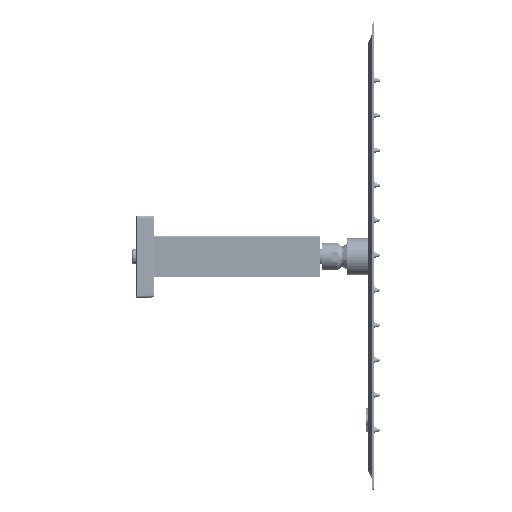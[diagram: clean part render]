
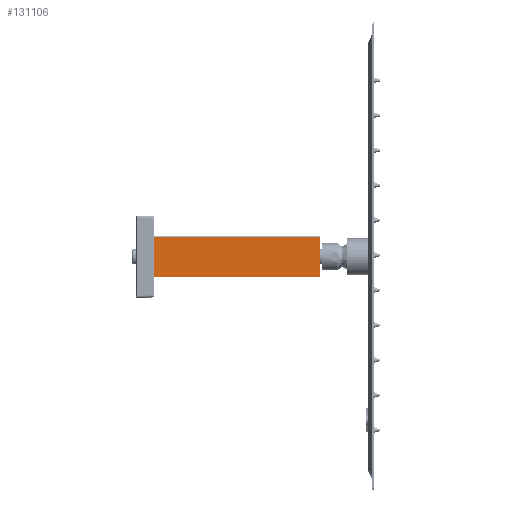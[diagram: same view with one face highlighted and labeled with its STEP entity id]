
A CAD part, left-side view. The second image highlights one B-rep face of the part: STEP entity #131106.
In plain terms, the highlighted planar face has unit normal (-1, 0, 0).
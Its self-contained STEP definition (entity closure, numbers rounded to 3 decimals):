
#8336 = CARTESIAN_POINT ( 'NONE',  ( -7.625, 75., -17.125 ) ) ;
#17207 = DIRECTION ( 'NONE',  ( -1., 0., 0. ) ) ;
#27025 = ORIENTED_EDGE ( 'NONE', *, *, #178058, .T. ) ;
#32503 = CARTESIAN_POINT ( 'NONE',  ( -7.625, 75., 17.125 ) ) ;
#41089 = CARTESIAN_POINT ( 'NONE',  ( -7.625, -75., 17.625 ) ) ;
#50665 = ORIENTED_EDGE ( 'NONE', *, *, #99552, .T. ) ;
#56708 = VERTEX_POINT ( 'NONE', #103775 ) ;
#59976 = DIRECTION ( 'NONE',  ( 0., 1., 0. ) ) ;
#68827 = DIRECTION ( 'NONE',  ( 0., -1., 0. ) ) ;
#75142 = LINE ( 'NONE', #32503, #177896 ) ;
#85584 = ORIENTED_EDGE ( 'NONE', *, *, #142509, .F. ) ;
#93784 = LINE ( 'NONE', #155578, #112480 ) ;
#94334 = ORIENTED_EDGE ( 'NONE', *, *, #95142, .T. ) ;
#95142 = EDGE_CURVE ( 'NONE', #137844, #170749, #93784, .T. ) ;
#99552 = EDGE_CURVE ( 'NONE', #170749, #56708, #160053, .T. ) ;
#103775 = CARTESIAN_POINT ( 'NONE',  ( -7.625, -75., -17.125 ) ) ;
#108219 = VECTOR ( 'NONE', #68827, 1000. ) ;
#112480 = VECTOR ( 'NONE', #125184, 1000. ) ;
#118116 = LINE ( 'NONE', #41089, #176833 ) ;
#119127 = CARTESIAN_POINT ( 'NONE',  ( -7.625, -75., 17.125 ) ) ;
#125184 = DIRECTION ( 'NONE',  ( 0., 0., -1. ) ) ;
#131106 = ADVANCED_FACE ( 'NONE', ( #171330 ), #174335, .T. ) ;
#131676 = CARTESIAN_POINT ( 'NONE',  ( -7.625, 75., -17.125 ) ) ;
#136271 = AXIS2_PLACEMENT_3D ( 'NONE', #156132, #17207, #142927 ) ;
#137844 = VERTEX_POINT ( 'NONE', #178573 ) ;
#142509 = EDGE_CURVE ( 'NONE', #150959, #56708, #118116, .T. ) ;
#142927 = DIRECTION ( 'NONE',  ( 0., 0., -1. ) ) ;
#150959 = VERTEX_POINT ( 'NONE', #119127 ) ;
#155578 = CARTESIAN_POINT ( 'NONE',  ( -7.625, 75., 17.625 ) ) ;
#156132 = CARTESIAN_POINT ( 'NONE',  ( -7.625, 75., 17.625 ) ) ;
#160053 = LINE ( 'NONE', #131676, #108219 ) ;
#165710 = DIRECTION ( 'NONE',  ( 0., 0., -1. ) ) ;
#167131 = EDGE_LOOP ( 'NONE', ( #85584, #27025, #94334, #50665 ) ) ;
#170749 = VERTEX_POINT ( 'NONE', #8336 ) ;
#171330 = FACE_OUTER_BOUND ( 'NONE', #167131, .T. ) ;
#174335 = PLANE ( 'NONE',  #136271 ) ;
#176833 = VECTOR ( 'NONE', #165710, 1000. ) ;
#177896 = VECTOR ( 'NONE', #59976, 1000. ) ;
#178058 = EDGE_CURVE ( 'NONE', #150959, #137844, #75142, .T. ) ;
#178573 = CARTESIAN_POINT ( 'NONE',  ( -7.625, 75., 17.125 ) ) ;
